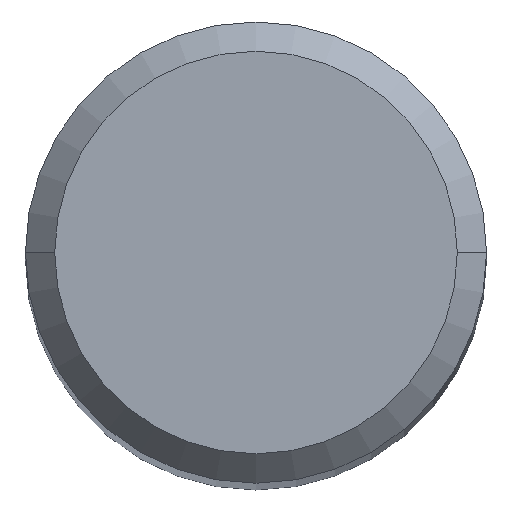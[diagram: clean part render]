
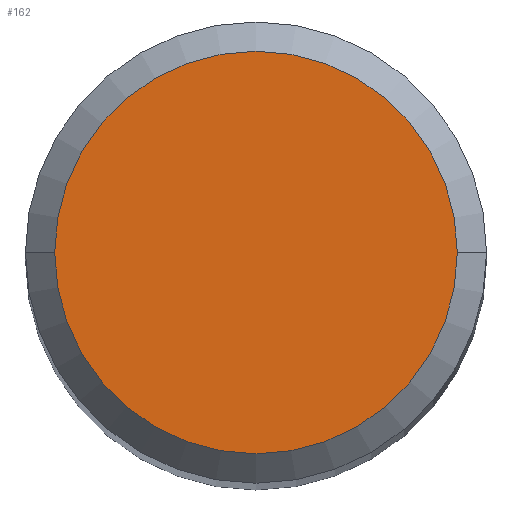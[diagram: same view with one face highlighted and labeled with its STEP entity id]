
A CAD part, top view. The second image highlights one B-rep face of the part: STEP entity #162.
In plain terms, the highlighted planar face has unit normal (0, 0, 1).
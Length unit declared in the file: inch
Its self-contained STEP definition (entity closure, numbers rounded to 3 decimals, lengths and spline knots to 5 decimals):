
#9 = EDGE_LOOP ( 'NONE', ( #111, #498 ) ) ;
#14 = DIRECTION ( 'NONE',  ( -1., 0., 0. ) ) ;
#32 = DIRECTION ( 'NONE',  ( 0., 0., 1. ) ) ;
#42 = EDGE_CURVE ( 'NONE', #142, #303, #482, .T. ) ;
#54 = DIRECTION ( 'NONE',  ( 0., 0., -1. ) ) ;
#71 = CARTESIAN_POINT ( 'NONE',  ( -0.1031, 0., 0. ) ) ;
#106 = PLANE ( 'NONE',  #466 ) ;
#111 = ORIENTED_EDGE ( 'NONE', *, *, #42, .T. ) ;
#142 = VERTEX_POINT ( 'NONE', #71 ) ;
#148 = CARTESIAN_POINT ( 'NONE',  ( 0., 0., 0. ) ) ;
#150 = AXIS2_PLACEMENT_3D ( 'NONE', #379, #32, #423 ) ;
#162 = ADVANCED_FACE ( 'NONE', ( #168 ), #106, .F. ) ;
#168 = FACE_OUTER_BOUND ( 'NONE', #9, .T. ) ;
#207 = AXIS2_PLACEMENT_3D ( 'NONE', #148, #513, #231 ) ;
#231 = DIRECTION ( 'NONE',  ( 1., 0., 0. ) ) ;
#303 = VERTEX_POINT ( 'NONE', #361 ) ;
#335 = CARTESIAN_POINT ( 'NONE',  ( 0., 0.1031, 0. ) ) ;
#361 = CARTESIAN_POINT ( 'NONE',  ( 0.1031, 0., 0. ) ) ;
#379 = CARTESIAN_POINT ( 'NONE',  ( 0., 0., 0. ) ) ;
#419 = CIRCLE ( 'NONE', #207, 0.1031 ) ;
#423 = DIRECTION ( 'NONE',  ( 1., 0., 0. ) ) ;
#466 = AXIS2_PLACEMENT_3D ( 'NONE', #335, #54, #14 ) ;
#482 = CIRCLE ( 'NONE', #150, 0.1031 ) ;
#498 = ORIENTED_EDGE ( 'NONE', *, *, #514, .T. ) ;
#513 = DIRECTION ( 'NONE',  ( 0., 0., 1. ) ) ;
#514 = EDGE_CURVE ( 'NONE', #303, #142, #419, .T. ) ;
